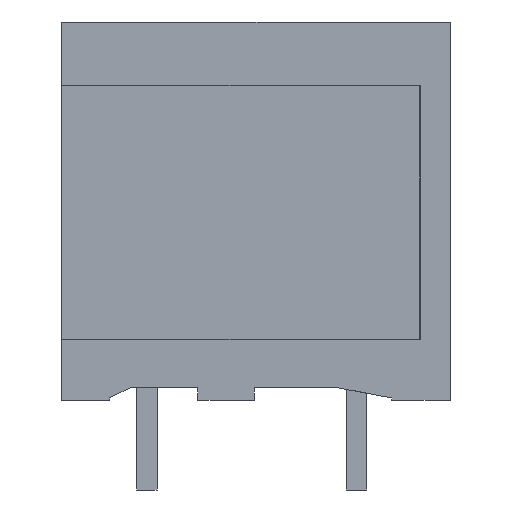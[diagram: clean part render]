
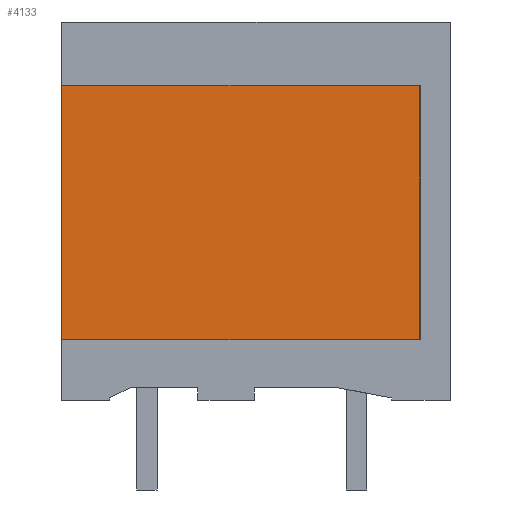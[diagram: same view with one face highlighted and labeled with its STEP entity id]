
A CAD part, left-side view. The second image highlights one B-rep face of the part: STEP entity #4133.
In plain terms, the highlighted planar face has unit normal (-1, 0, 0).
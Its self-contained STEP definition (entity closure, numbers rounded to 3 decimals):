
#4125=AXIS2_PLACEMENT_3D('Plane Axis2P3D',#4122,#4123,#4124) ;
#40=CARTESIAN_POINT('Vertex',(1.1,15.2,15.8)) ;
#45=CARTESIAN_POINT('Line Origine',(1.1,8.2,15.8)) ;
#49=CARTESIAN_POINT('Vertex',(1.1,1.2,15.8)) ;
#88=CARTESIAN_POINT('Vertex',(1.1,15.2,5.9)) ;
#91=CARTESIAN_POINT('Line Origine',(1.1,15.2,10.85)) ;
#458=CARTESIAN_POINT('Line Origine',(1.1,8.2,5.9)) ;
#462=CARTESIAN_POINT('Vertex',(1.1,1.2,5.9)) ;
#488=CARTESIAN_POINT('Line Origine',(1.1,1.2,10.85)) ;
#4122=CARTESIAN_POINT('Axis2P3D Location',(1.1,4.47,3.5)) ;
#46=DIRECTION('Vector Direction',(0.,-1.,0.)) ;
#92=DIRECTION('Vector Direction',(0.,0.,-1.)) ;
#459=DIRECTION('Vector Direction',(0.,1.,0.)) ;
#489=DIRECTION('Vector Direction',(0.,0.,1.)) ;
#4123=DIRECTION('Axis2P3D Direction',(-1.,0.,0.)) ;
#4124=DIRECTION('Axis2P3D XDirection',(0.,-1.,0.)) ;
#47=VECTOR('Line Direction',#46,1.) ;
#93=VECTOR('Line Direction',#92,1.) ;
#460=VECTOR('Line Direction',#459,1.) ;
#490=VECTOR('Line Direction',#489,1.) ;
#4128=ORIENTED_EDGE('',*,*,#51,.T.) ;
#4129=ORIENTED_EDGE('',*,*,#95,.T.) ;
#4130=ORIENTED_EDGE('',*,*,#464,.T.) ;
#4131=ORIENTED_EDGE('',*,*,#492,.T.) ;
#4133=ADVANCED_FACE('Housing LMFS.1\\Model',(#4132),#4126,.T.) ;
#51=EDGE_CURVE('',#50,#41,#48,.F.) ;
#95=EDGE_CURVE('',#41,#89,#94,.T.) ;
#464=EDGE_CURVE('',#89,#463,#461,.F.) ;
#492=EDGE_CURVE('',#463,#50,#491,.T.) ;
#4127=EDGE_LOOP('',(#4128,#4129,#4130,#4131)) ;
#4132=FACE_OUTER_BOUND('',#4127,.T.) ;
#48=LINE('Line',#45,#47) ;
#94=LINE('Line',#91,#93) ;
#461=LINE('Line',#458,#460) ;
#491=LINE('Line',#488,#490) ;
#4126=PLANE('',#4125) ;
#41=VERTEX_POINT('',#40) ;
#50=VERTEX_POINT('',#49) ;
#89=VERTEX_POINT('',#88) ;
#463=VERTEX_POINT('',#462) ;
